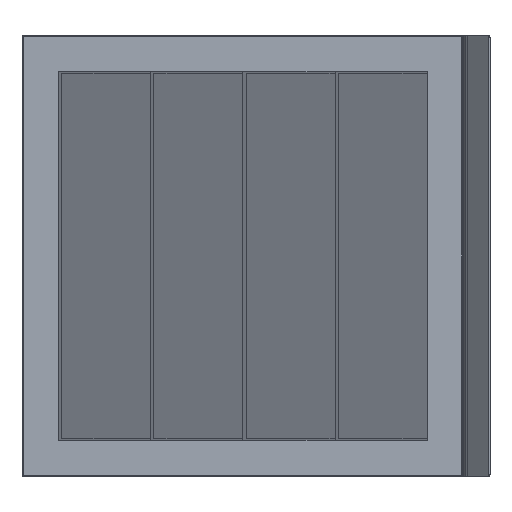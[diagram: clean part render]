
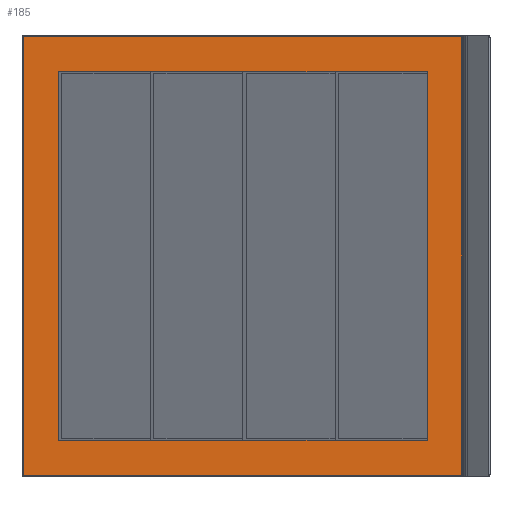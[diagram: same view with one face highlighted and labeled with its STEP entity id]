
A CAD part, left-side view. The second image highlights one B-rep face of the part: STEP entity #185.
In plain terms, the highlighted planar face has unit normal (-1, 0, 0).
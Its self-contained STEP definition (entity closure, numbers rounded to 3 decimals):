
#185=ADVANCED_FACE('',(#468,#469),#470,.F.);
#468=FACE_OUTER_BOUND('',#1004,.T.);
#469=FACE_BOUND('',#1005,.T.);
#470=PLANE('',#1006);
#1004=EDGE_LOOP('',(#1912,#1913,#1914,#1915));
#1005=EDGE_LOOP('',(#1916,#1917,#1918,#1919,#1920,#1921,#1922,#1923,#1924,#1925,#1926,#1927));
#1006=AXIS2_PLACEMENT_3D('',#1928,#1929,#1930);
#1912=ORIENTED_EDGE('',*,*,#3243,.T.);
#1913=ORIENTED_EDGE('',*,*,#3241,.T.);
#1914=ORIENTED_EDGE('',*,*,#3239,.T.);
#1915=ORIENTED_EDGE('',*,*,#3237,.T.);
#1916=ORIENTED_EDGE('',*,*,#3252,.T.);
#1917=ORIENTED_EDGE('',*,*,#3253,.T.);
#1918=ORIENTED_EDGE('',*,*,#3254,.T.);
#1919=ORIENTED_EDGE('',*,*,#3255,.T.);
#1920=ORIENTED_EDGE('',*,*,#3256,.T.);
#1921=ORIENTED_EDGE('',*,*,#3257,.T.);
#1922=ORIENTED_EDGE('',*,*,#3258,.T.);
#1923=ORIENTED_EDGE('',*,*,#3259,.T.);
#1924=ORIENTED_EDGE('',*,*,#3260,.T.);
#1925=ORIENTED_EDGE('',*,*,#3261,.T.);
#1926=ORIENTED_EDGE('',*,*,#3262,.T.);
#1927=ORIENTED_EDGE('',*,*,#3263,.T.);
#1928=CARTESIAN_POINT('',(35.772,201.641,795.0));
#1929=DIRECTION('',(1.0,0.0,0.0));
#1930=DIRECTION('',(0.0,-0.0,-1.0));
#3237=EDGE_CURVE('',#3864,#3862,#3865,.T.);
#3239=EDGE_CURVE('',#3867,#3864,#3868,.T.);
#3241=EDGE_CURVE('',#3870,#3867,#3871,.T.);
#3243=EDGE_CURVE('',#3862,#3870,#3873,.T.);
#3252=EDGE_CURVE('',#3886,#3887,#3888,.T.);
#3253=EDGE_CURVE('',#3887,#3889,#3890,.T.);
#3254=EDGE_CURVE('',#3889,#3891,#3892,.T.);
#3255=EDGE_CURVE('',#3891,#3893,#3894,.T.);
#3256=EDGE_CURVE('',#3893,#3895,#3896,.T.);
#3257=EDGE_CURVE('',#3895,#3897,#3898,.T.);
#3258=EDGE_CURVE('',#3897,#3899,#3900,.T.);
#3259=EDGE_CURVE('',#3899,#3901,#3902,.T.);
#3260=EDGE_CURVE('',#3901,#3903,#3904,.T.);
#3261=EDGE_CURVE('',#3903,#3905,#3906,.T.);
#3262=EDGE_CURVE('',#3905,#3907,#3908,.T.);
#3263=EDGE_CURVE('',#3907,#3886,#3909,.T.);
#3862=VERTEX_POINT('',#4818);
#3864=VERTEX_POINT('',#4820);
#3865=LINE('',#4821,#4822);
#3867=VERTEX_POINT('',#4824);
#3868=LINE('',#4825,#4826);
#3870=VERTEX_POINT('',#4828);
#3871=LINE('',#4829,#4830);
#3873=LINE('',#4832,#4833);
#3886=VERTEX_POINT('',#4850);
#3887=VERTEX_POINT('',#4851);
#3888=LINE('',#4852,#4853);
#3889=VERTEX_POINT('',#4854);
#3890=LINE('',#4855,#4856);
#3891=VERTEX_POINT('',#4857);
#3892=LINE('',#4858,#4859);
#3893=VERTEX_POINT('',#4860);
#3894=LINE('',#4861,#4862);
#3895=VERTEX_POINT('',#4863);
#3896=LINE('',#4864,#4865);
#3897=VERTEX_POINT('',#4866);
#3898=LINE('',#4867,#4868);
#3899=VERTEX_POINT('',#4869);
#3900=LINE('',#4870,#4871);
#3901=VERTEX_POINT('',#4872);
#3902=LINE('',#4873,#4874);
#3903=VERTEX_POINT('',#4875);
#3904=LINE('',#4876,#4877);
#3905=VERTEX_POINT('',#4878);
#3906=LINE('',#4879,#4880);
#3907=VERTEX_POINT('',#4881);
#3908=LINE('',#4882,#4883);
#3909=LINE('',#4884,#4885);
#4818=CARTESIAN_POINT('',(35.772,11.341,985.3));
#4820=CARTESIAN_POINT('',(35.772,11.341,794.7));
#4821=CARTESIAN_POINT('',(35.772,11.341,890.4));
#4822=VECTOR('',#5861,1.0);
#4824=CARTESIAN_POINT('',(35.772,201.941,794.7));
#4825=CARTESIAN_POINT('',(35.772,106.241,794.7));
#4826=VECTOR('',#5865,1.0);
#4828=CARTESIAN_POINT('',(35.772,201.941,985.3));
#4829=CARTESIAN_POINT('',(35.772,201.941,794.6));
#4830=VECTOR('',#5869,1.0);
#4832=CARTESIAN_POINT('',(35.772,202.041,985.3));
#4833=VECTOR('',#5873,1.0);
#4850=CARTESIAN_POINT('',(35.772,26.641,970.0));
#4851=CARTESIAN_POINT('',(35.772,26.641,969.2));
#4852=CARTESIAN_POINT('',(35.772,26.641,970.0));
#4853=VECTOR('',#5890,1.0);
#4854=CARTESIAN_POINT('',(35.772,26.641,810.8));
#4855=CARTESIAN_POINT('',(35.772,26.641,970.0));
#4856=VECTOR('',#5891,1.0);
#4857=CARTESIAN_POINT('',(35.772,26.641,810.0));
#4858=CARTESIAN_POINT('',(35.772,26.641,970.0));
#4859=VECTOR('',#5892,1.0);
#4860=CARTESIAN_POINT('',(35.772,66.641,810.0));
#4861=CARTESIAN_POINT('',(35.772,26.641,810.0));
#4862=VECTOR('',#5893,1.0);
#4863=CARTESIAN_POINT('',(35.772,106.641,810.0));
#4864=CARTESIAN_POINT('',(35.772,26.641,810.0));
#4865=VECTOR('',#5894,1.0);
#4866=CARTESIAN_POINT('',(35.772,146.641,810.0));
#4867=CARTESIAN_POINT('',(35.772,26.641,810.0));
#4868=VECTOR('',#5895,1.0);
#4869=CARTESIAN_POINT('',(35.772,186.641,810.0));
#4870=CARTESIAN_POINT('',(35.772,26.641,810.0));
#4871=VECTOR('',#5896,1.0);
#4872=CARTESIAN_POINT('',(35.772,186.641,970.0));
#4873=CARTESIAN_POINT('',(35.772,186.641,810.0));
#4874=VECTOR('',#5897,1.0);
#4875=CARTESIAN_POINT('',(35.772,146.641,970.0));
#4876=CARTESIAN_POINT('',(35.772,186.641,970.0));
#4877=VECTOR('',#5898,1.0);
#4878=CARTESIAN_POINT('',(35.772,106.641,970.0));
#4879=CARTESIAN_POINT('',(35.772,186.641,970.0));
#4880=VECTOR('',#5899,1.0);
#4881=CARTESIAN_POINT('',(35.772,66.641,970.0));
#4882=CARTESIAN_POINT('',(35.772,186.641,970.0));
#4883=VECTOR('',#5900,1.0);
#4884=CARTESIAN_POINT('',(35.772,186.641,970.0));
#4885=VECTOR('',#5901,1.0);
#5861=DIRECTION('',(0.0,0.0,1.0));
#5865=DIRECTION('',(0.0,-1.0,0.));
#5869=DIRECTION('',(0.0,0.,-1.0));
#5873=DIRECTION('',(-0.0,1.0,0.0));
#5890=DIRECTION('',(0.0,0.0,-1.0));
#5891=DIRECTION('',(0.0,0.0,-1.0));
#5892=DIRECTION('',(0.0,0.0,-1.0));
#5893=DIRECTION('',(0.0,1.0,0.0));
#5894=DIRECTION('',(0.0,1.0,0.0));
#5895=DIRECTION('',(0.0,1.0,0.0));
#5896=DIRECTION('',(0.0,1.0,0.0));
#5897=DIRECTION('',(0.0,0.0,1.0));
#5898=DIRECTION('',(0.0,-1.0,0.0));
#5899=DIRECTION('',(0.0,-1.0,0.0));
#5900=DIRECTION('',(0.0,-1.0,0.0));
#5901=DIRECTION('',(0.0,-1.0,0.0));
